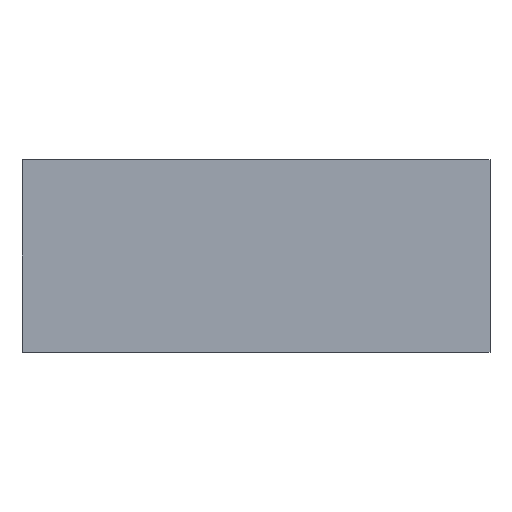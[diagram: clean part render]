
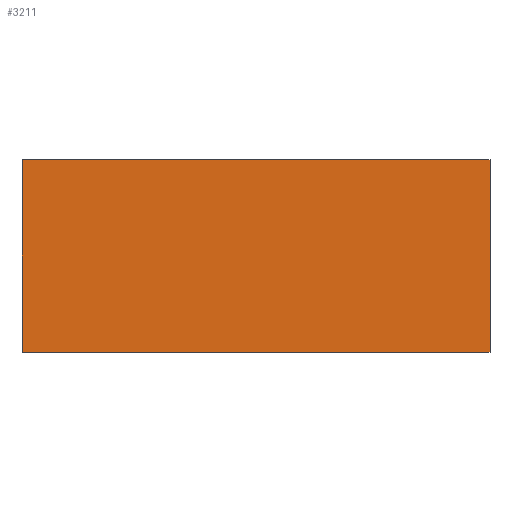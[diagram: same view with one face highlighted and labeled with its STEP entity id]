
A CAD part, front view. The second image highlights one B-rep face of the part: STEP entity #3211.
In plain terms, the highlighted planar face has unit normal (0, -1, 0).
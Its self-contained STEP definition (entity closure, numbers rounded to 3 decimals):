
#545 = DIRECTION ( 'NONE',  ( -1., 0., 0. ) ) ;
#664 = LINE ( 'NONE', #25422, #19213 ) ;
#3211 = ADVANCED_FACE ( 'NONE', ( #5452 ), #6682, .T. ) ;
#3323 = LINE ( 'NONE', #8711, #15490 ) ;
#3836 = CARTESIAN_POINT ( 'NONE',  ( 158., -20., -65. ) ) ;
#4022 = CARTESIAN_POINT ( 'NONE',  ( -158., -20., -65. ) ) ;
#5452 = FACE_OUTER_BOUND ( 'NONE', #32973, .T. ) ;
#5843 = ORIENTED_EDGE ( 'NONE', *, *, #31211, .T. ) ;
#6682 = PLANE ( 'NONE',  #8324 ) ;
#8098 = VERTEX_POINT ( 'NONE', #3836 ) ;
#8324 = AXIS2_PLACEMENT_3D ( 'NONE', #11880, #14573, #20318 ) ;
#8581 = VERTEX_POINT ( 'NONE', #11109 ) ;
#8711 = CARTESIAN_POINT ( 'NONE',  ( -158., -20., 65. ) ) ;
#10227 = EDGE_CURVE ( 'NONE', #8581, #15151, #11663, .T. ) ;
#11109 = CARTESIAN_POINT ( 'NONE',  ( 158., -20., 65. ) ) ;
#11159 = ORIENTED_EDGE ( 'NONE', *, *, #25060, .T. ) ;
#11663 = LINE ( 'NONE', #16699, #14896 ) ;
#11880 = CARTESIAN_POINT ( 'NONE',  ( 0., -20., 0. ) ) ;
#12698 = LINE ( 'NONE', #20780, #19791 ) ;
#14258 = VERTEX_POINT ( 'NONE', #4022 ) ;
#14573 = DIRECTION ( 'NONE',  ( 0., -1., 0. ) ) ;
#14896 = VECTOR ( 'NONE', #545, 1000. ) ;
#15151 = VERTEX_POINT ( 'NONE', #22951 ) ;
#15490 = VECTOR ( 'NONE', #20492, 1000. ) ;
#16699 = CARTESIAN_POINT ( 'NONE',  ( -158., -20., 65. ) ) ;
#17066 = EDGE_CURVE ( 'NONE', #14258, #8098, #664, .T. ) ;
#19197 = DIRECTION ( 'NONE',  ( 1., 0., 0. ) ) ;
#19213 = VECTOR ( 'NONE', #19197, 1000. ) ;
#19791 = VECTOR ( 'NONE', #25975, 1000. ) ;
#20318 = DIRECTION ( 'NONE',  ( 0., 0., -1. ) ) ;
#20492 = DIRECTION ( 'NONE',  ( 0., 0., -1. ) ) ;
#20780 = CARTESIAN_POINT ( 'NONE',  ( 158., -20., 65. ) ) ;
#22951 = CARTESIAN_POINT ( 'NONE',  ( -158., -20., 65. ) ) ;
#25060 = EDGE_CURVE ( 'NONE', #15151, #14258, #3323, .T. ) ;
#25422 = CARTESIAN_POINT ( 'NONE',  ( -158., -20., -65. ) ) ;
#25975 = DIRECTION ( 'NONE',  ( 0., 0., 1. ) ) ;
#29798 = ORIENTED_EDGE ( 'NONE', *, *, #17066, .T. ) ;
#31211 = EDGE_CURVE ( 'NONE', #8098, #8581, #12698, .T. ) ;
#32665 = ORIENTED_EDGE ( 'NONE', *, *, #10227, .T. ) ;
#32973 = EDGE_LOOP ( 'NONE', ( #11159, #29798, #5843, #32665 ) ) ;
